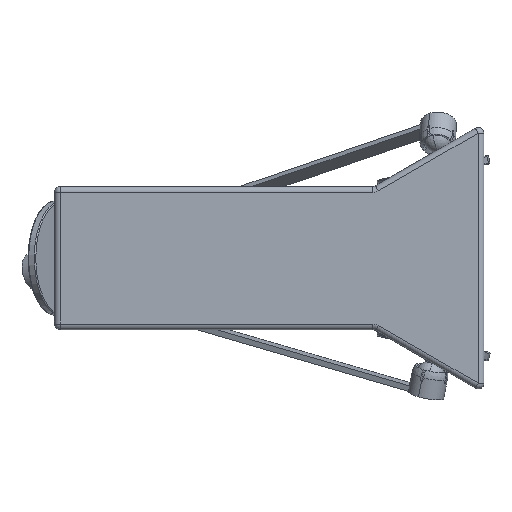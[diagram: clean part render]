
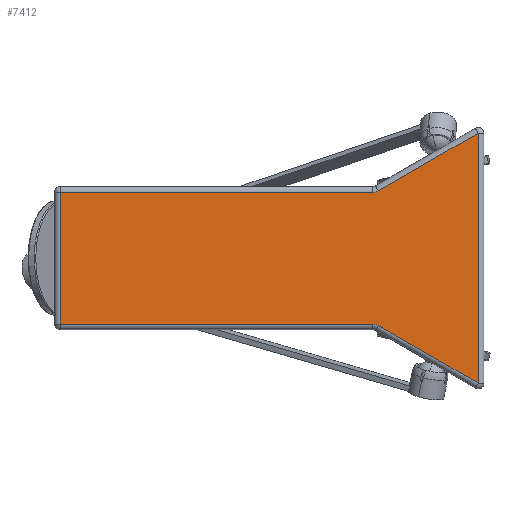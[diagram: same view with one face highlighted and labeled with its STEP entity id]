
A CAD part, front view. The second image highlights one B-rep face of the part: STEP entity #7412.
In plain terms, the highlighted planar face has unit normal (0, -1, 0).
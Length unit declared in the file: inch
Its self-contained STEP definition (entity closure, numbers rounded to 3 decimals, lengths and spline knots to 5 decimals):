
#4 = VERTEX_POINT ( 'NONE', #11790 ) ;
#194 = EDGE_CURVE ( 'NONE', #3756, #4, #7889, .T. ) ;
#298 = EDGE_CURVE ( 'NONE', #3756, #12983, #11827, .T. ) ;
#1264 = DIRECTION ( 'NONE',  ( -1., 0., 0. ) ) ;
#1615 = VERTEX_POINT ( 'NONE', #9576 ) ;
#1645 = VECTOR ( 'NONE', #9863, 39.37008 ) ;
#1939 = EDGE_CURVE ( 'NONE', #17181, #6163, #17097, .T. ) ;
#2002 = DIRECTION ( 'NONE',  ( 0., -1., 0. ) ) ;
#3106 = CARTESIAN_POINT ( 'NONE',  ( -1.15, 0., -3.80814 ) ) ;
#3501 = VECTOR ( 'NONE', #1264, 39.37008 ) ;
#3629 = EDGE_CURVE ( 'NONE', #4, #10286, #6557, .T. ) ;
#3681 = ORIENTED_EDGE ( 'NONE', *, *, #8442, .T. ) ;
#3756 = VERTEX_POINT ( 'NONE', #19149 ) ;
#4090 = EDGE_CURVE ( 'NONE', #17181, #1615, #14238, .T. ) ;
#4219 = VERTEX_POINT ( 'NONE', #5762 ) ;
#4437 = ORIENTED_EDGE ( 'NONE', *, *, #3629, .T. ) ;
#4956 = DIRECTION ( 'NONE',  ( 0., 0., -1. ) ) ;
#5051 = LINE ( 'NONE', #16947, #18988 ) ;
#5225 = ORIENTED_EDGE ( 'NONE', *, *, #194, .T. ) ;
#5762 = CARTESIAN_POINT ( 'NONE',  ( -1.15, 0., 1.65 ) ) ;
#6163 = VERTEX_POINT ( 'NONE', #12560 ) ;
#6173 = CARTESIAN_POINT ( 'NONE',  ( -1.15, 0., -3.83494 ) ) ;
#6557 = LINE ( 'NONE', #18573, #1645 ) ;
#7412 = ADVANCED_FACE ( 'NONE', ( #10259 ), #10272, .T. ) ;
#7889 = LINE ( 'NONE', #15048, #9971 ) ;
#8153 = CARTESIAN_POINT ( 'NONE',  ( -1.35, 0., -3.80814 ) ) ;
#8442 = EDGE_CURVE ( 'NONE', #6163, #4219, #10770, .T. ) ;
#8555 = ORIENTED_EDGE ( 'NONE', *, *, #14281, .T. ) ;
#8864 = DIRECTION ( 'NONE',  ( 0., -1., 0. ) ) ;
#8963 = CARTESIAN_POINT ( 'NONE',  ( -1.25, 0., 1.65 ) ) ;
#9576 = CARTESIAN_POINT ( 'NONE',  ( 1.17679, 0., -3.90814 ) ) ;
#9757 = DIRECTION ( 'NONE',  ( 0., 0., -1. ) ) ;
#9863 = DIRECTION ( 'NONE',  ( 1., 0., 0. ) ) ;
#9889 = VECTOR ( 'NONE', #18040, 39.37008 ) ;
#9971 = VECTOR ( 'NONE', #10858, 39.37008 ) ;
#10259 = FACE_OUTER_BOUND ( 'NONE', #13927, .T. ) ;
#10272 = PLANE ( 'NONE',  #14583 ) ;
#10286 = VERTEX_POINT ( 'NONE', #14827 ) ;
#10770 = LINE ( 'NONE', #8963, #3501 ) ;
#10858 = DIRECTION ( 'NONE',  ( -0.5, 0., -0.866 ) ) ;
#11322 = LINE ( 'NONE', #6173, #12720 ) ;
#11579 = CARTESIAN_POINT ( 'NONE',  ( 1.35, 0., -3.80814 ) ) ;
#11790 = CARTESIAN_POINT ( 'NONE',  ( -2.18246, 0., -5.65 ) ) ;
#11827 = CIRCLE ( 'NONE', #12857, 0.2 ) ;
#11857 = DIRECTION ( 'NONE',  ( 0., 0., -1. ) ) ;
#12397 = AXIS2_PLACEMENT_3D ( 'NONE', #11579, #18650, #9757 ) ;
#12560 = CARTESIAN_POINT ( 'NONE',  ( 1.15, 0., 1.65 ) ) ;
#12720 = VECTOR ( 'NONE', #13488, 39.37008 ) ;
#12857 = AXIS2_PLACEMENT_3D ( 'NONE', #8153, #2002, #4956 ) ;
#12983 = VERTEX_POINT ( 'NONE', #3106 ) ;
#13209 = CARTESIAN_POINT ( 'NONE',  ( 0., 0., 0. ) ) ;
#13488 = DIRECTION ( 'NONE',  ( 0., 0., -1. ) ) ;
#13927 = EDGE_LOOP ( 'NONE', ( #4437, #8555, #18511, #17119, #3681, #18909, #15230, #5225 ) ) ;
#14037 = EDGE_CURVE ( 'NONE', #4219, #12983, #11322, .T. ) ;
#14238 = CIRCLE ( 'NONE', #12397, 0.2 ) ;
#14281 = EDGE_CURVE ( 'NONE', #10286, #1615, #5051, .T. ) ;
#14583 = AXIS2_PLACEMENT_3D ( 'NONE', #13209, #8864, #11857 ) ;
#14827 = CARTESIAN_POINT ( 'NONE',  ( 2.18246, 0., -5.65 ) ) ;
#15048 = CARTESIAN_POINT ( 'NONE',  ( -2.26906, 0., -5.8 ) ) ;
#15230 = ORIENTED_EDGE ( 'NONE', *, *, #298, .F. ) ;
#15571 = DIRECTION ( 'NONE',  ( -0.5, 0., 0.866 ) ) ;
#16434 = CARTESIAN_POINT ( 'NONE',  ( 1.15, 0., 0. ) ) ;
#16947 = CARTESIAN_POINT ( 'NONE',  ( -0.80968, 0., -0.46747 ) ) ;
#17097 = LINE ( 'NONE', #16434, #9889 ) ;
#17119 = ORIENTED_EDGE ( 'NONE', *, *, #1939, .T. ) ;
#17181 = VERTEX_POINT ( 'NONE', #18527 ) ;
#18040 = DIRECTION ( 'NONE',  ( 0., 0., 1. ) ) ;
#18511 = ORIENTED_EDGE ( 'NONE', *, *, #4090, .F. ) ;
#18527 = CARTESIAN_POINT ( 'NONE',  ( 1.15, 0., -3.80814 ) ) ;
#18573 = CARTESIAN_POINT ( 'NONE',  ( 0., 0., -5.65 ) ) ;
#18650 = DIRECTION ( 'NONE',  ( 0., -1., 0. ) ) ;
#18909 = ORIENTED_EDGE ( 'NONE', *, *, #14037, .T. ) ;
#18988 = VECTOR ( 'NONE', #15571, 39.37008 ) ;
#19149 = CARTESIAN_POINT ( 'NONE',  ( -1.17679, 0., -3.90814 ) ) ;
